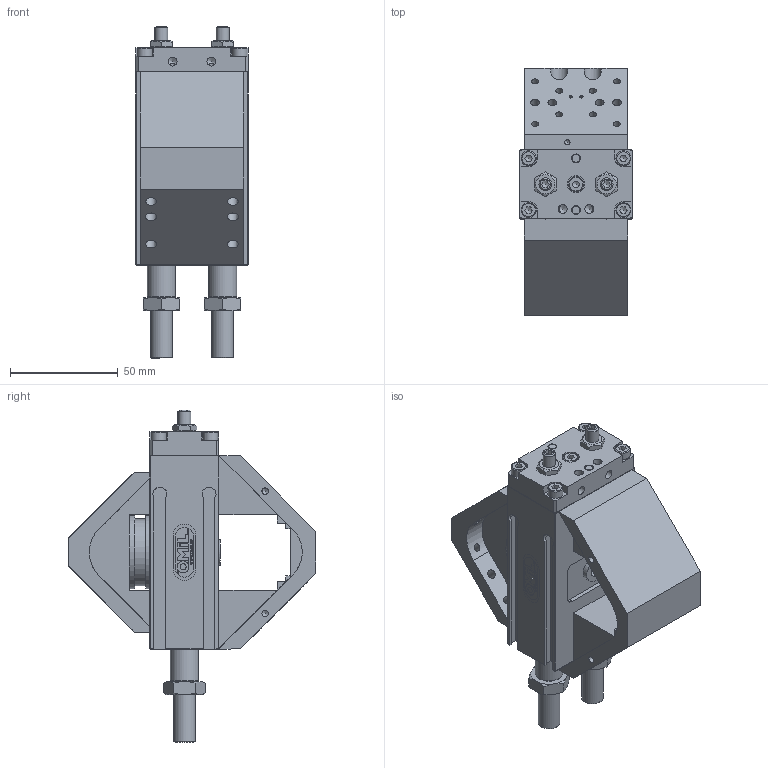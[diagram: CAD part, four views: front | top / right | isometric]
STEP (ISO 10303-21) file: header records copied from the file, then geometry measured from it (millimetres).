
FILE_DESCRIPTION(/* description */ (''),/* implementation_level */ '2;1');
FILE_NAME(/* name */ 'TC-PAO-15.stp',/* time_stamp */ '2018-01-16T09:58:26+01:00',/* author */ ('Tecnico'),/* organization */ (''),/* preprocessor_version */ 'ST-DEVELOPER v16.13',/* originating_system */ 'Autodesk Inventor 2018',/* authorisation */ '');
FILE_SCHEMA (('AUTOMOTIVE_DESIGN { 1 0 10303 214 3 1 1 }'));
Length unit declared in the file: millimetre
Products named in the file (17): TC-PAO-15; PAO-15; PAO-15-CORPO; PAO-15-testata; PAO-15-ALBERO; ISO 8734 - 4 x 16; PAO-15-SILENZIATORE; CNS 4480 - M6 x 18; ISO 4035 - M6; AS 1420 - 1973 - M4 x 16; TARGHETTA 22X52; PAO-15-DECELERATORE; BS 3692 - M10; PAO-MC-15-TESTATA; PAO-MC-15-TESTA OSCILLANTE; ISO 4762 - M4 x 25; ISO 4762 - M5 x 35
Assembly tree (30 placements, depth 3):
  TC-PAO-15
    PAO-15
      PAO-15-CORPO
      PAO-15-testata
      PAO-15-ALBERO
      AS 1420 - 1973 - M4 x 16  x5
      ISO 8734 - 4 x 16  x2
      PAO-15-SILENZIATORE  x2
      CNS 4480 - M6 x 18  x2
      ISO 4035 - M6  x2
      TARGHETTA 22X52
      PAO-15-DECELERATORE  x2
      BS 3692 - M10  x2
    PAO-MC-15-TESTATA
    PAO-MC-15-TESTA OSCILLANTE
    ISO 4762 - M4 x 25  x4
    ISO 4762 - M5 x 35  x2
Bounding box: 52.01 x 115 x 154 mm (x, y, z)
Volume: 289689.7 mm3; surface area: 88879.1 mm2
Topology: 29 solids, 29 shells, 908 faces, 2253 edges, 1450 vertices
Faces by surface type: plane 489, cylinder 173, cone 121, bspline 99, torus 24, sphere 2
Full cylindrical faces by diameter (mm): 1.5 x4, 2.459 x4, 2.5 x2, 2.816 x1, 3 x2, 3.242 x25, 4 x23, 4.1 x2, 4.134 x10, 4.5 x9, 4.917 x8, 5 x10, 5.1 x2, 6 x3, 7 x11, 8 x5, 8.376 x4, 8.5 x2, 9.5 x2, 10 x4, 11.8 x2, 12 x1, 13 x2, 17.2 x1, 20 x4, 25.5 x1, 26 x1, 30.5 x1, 30.882 x1, 34 x2
Entity records: 21498 total; most frequent: CARTESIAN_POINT 5176, ORIENTED_EDGE 3090, DIRECTION 2942, EDGE_CURVE 1545, VERTEX_POINT 1103, EDGE_LOOP 1050, AXIS2_PLACEMENT_3D 1011, LINE 920
